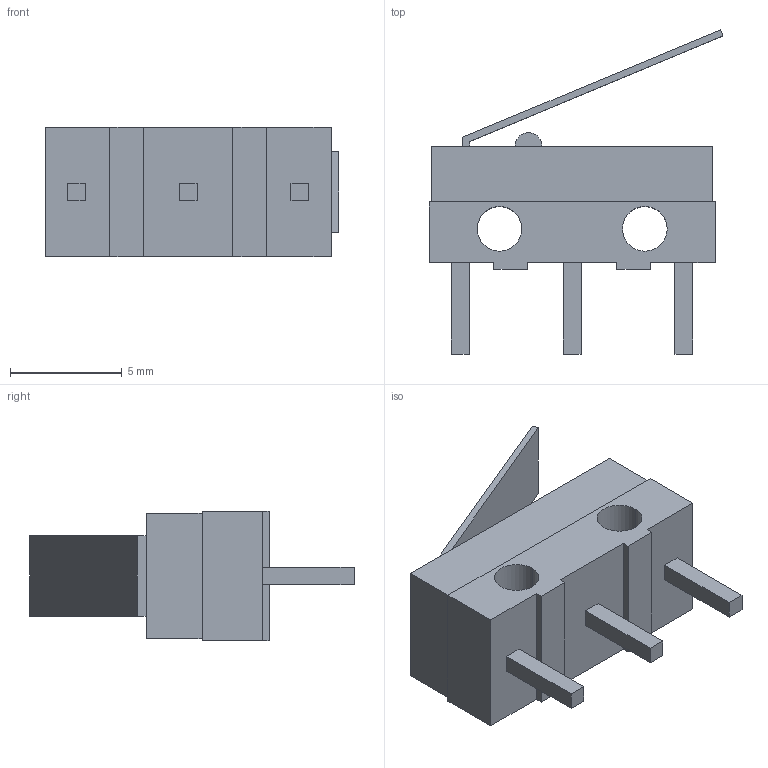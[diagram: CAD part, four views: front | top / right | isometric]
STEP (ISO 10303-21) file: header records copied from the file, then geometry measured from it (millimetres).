
FILE_DESCRIPTION((''),'2;1');
FILE_NAME('WEIDONGKAIGUAN','2018-11-19T',('Raytine'),(''),'PRO/ENGINEER BY PARAMETRIC TECHNOLOGY CORPORATION, 2011310','PRO/ENGINEER BY PARAMETRIC TECHNOLOGY CORPORATION, 2011310','');
FILE_SCHEMA(('CONFIG_CONTROL_DESIGN'));
Length unit declared in the file: millimetre
Products named in the file (1): WEIDONGKAIGUAN
Bounding box: 13.15 x 14.5 x 5.8 mm (x, y, z)
Volume: 367.8 mm3; surface area: 549.1 mm2
Topology: 1 solids, 1 shells, 48 faces, 120 edges, 80 vertices
Faces by surface type: plane 43, cylinder 5
Entity records: 1460 total; most frequent: CARTESIAN_POINT 248, ORIENTED_EDGE 240, DIRECTION 226, EDGE_CURVE 120, VECTOR 110, LINE 110, VERTEX_POINT 80, AXIS2_PLACEMENT_3D 58
